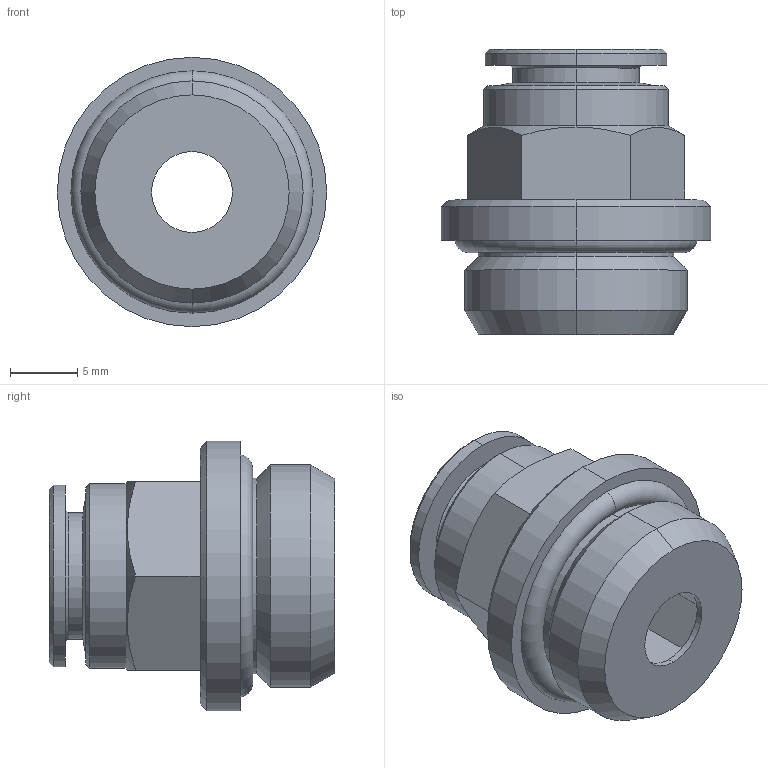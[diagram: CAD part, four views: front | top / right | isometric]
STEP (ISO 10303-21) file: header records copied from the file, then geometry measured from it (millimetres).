
FILE_DESCRIPTION (( 'STEP AP203' ), '1' );
FILE_NAME ('A0020043.STEP', '2009-01-20T10:41:58', ( '' ), ( 'sopra-pneumatic' ), 'SwSTEP 2.0', 'SolidWorks 2008', '' );
FILE_SCHEMA (( 'CONFIG_CONTROL_DESIGN' ));
Length unit declared in the file: millimetre
Products named in the file (1): A0020043
Bounding box: 20 x 21.2 x 20 mm (x, y, z)
Volume: 3005.4 mm3; surface area: 2231.6 mm2
Topology: 1 solids, 1 shells, 62 faces, 136 edges, 80 vertices
Faces by surface type: plane 24, cone 20, cylinder 16, torus 2
Entity records: 1843 total; most frequent: CARTESIAN_POINT 389, DIRECTION 304, ORIENTED_EDGE 272, EDGE_CURVE 136, AXIS2_PLACEMENT_3D 119, VERTEX_POINT 80, EDGE_LOOP 68, LINE 66
